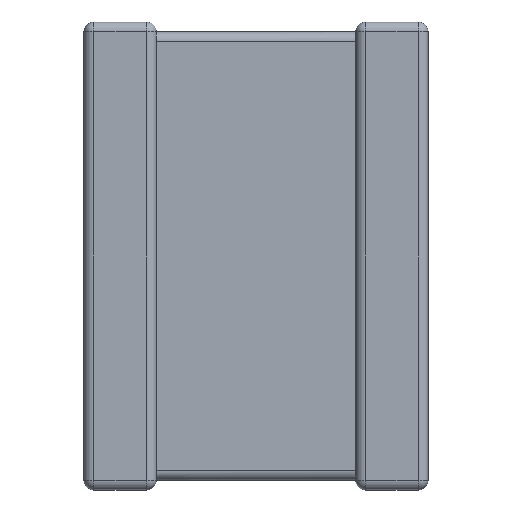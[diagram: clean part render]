
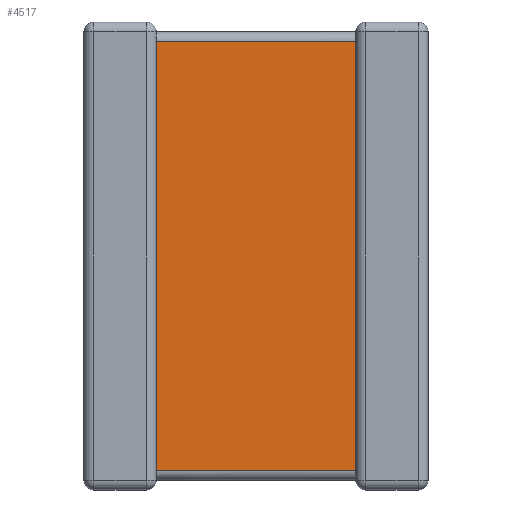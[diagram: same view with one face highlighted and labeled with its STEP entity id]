
A CAD part, front view. The second image highlights one B-rep face of the part: STEP entity #4517.
In plain terms, the highlighted planar face has unit normal (0, -1, 0).
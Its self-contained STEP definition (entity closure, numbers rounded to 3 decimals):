
#51 = CARTESIAN_POINT ( 'NONE',  ( 1.05, 0.141, -0.283 ) ) ;
#117 = DIRECTION ( 'NONE',  ( 0., 0., 1. ) ) ;
#272 = CARTESIAN_POINT ( 'NONE',  ( 3.95, 0.141, -0.283 ) ) ;
#303 = DIRECTION ( 'NONE',  ( -1., 0., 0. ) ) ;
#522 = CARTESIAN_POINT ( 'NONE',  ( 1.05, 0.141, -6.8 ) ) ;
#523 = VERTEX_POINT ( 'NONE', #272 ) ;
#528 = DIRECTION ( 'NONE',  ( 0., 0., 1. ) ) ;
#807 = CARTESIAN_POINT ( 'NONE',  ( 1.05, 0.141, -6.8 ) ) ;
#815 = VECTOR ( 'NONE', #117, 1000. ) ;
#841 = DIRECTION ( 'NONE',  ( 0., 0., -1. ) ) ;
#848 = LINE ( 'NONE', #4425, #2085 ) ;
#926 = ORIENTED_EDGE ( 'NONE', *, *, #4258, .T. ) ;
#1057 = EDGE_CURVE ( 'NONE', #3047, #1105, #4662, .T. ) ;
#1102 = DIRECTION ( 'NONE',  ( 1., 0., 0. ) ) ;
#1105 = VERTEX_POINT ( 'NONE', #4139 ) ;
#1166 = PLANE ( 'NONE',  #1376 ) ;
#1297 = VERTEX_POINT ( 'NONE', #51 ) ;
#1318 = ORIENTED_EDGE ( 'NONE', *, *, #1057, .T. ) ;
#1375 = CARTESIAN_POINT ( 'NONE',  ( 1.05, 0.141, -6.517 ) ) ;
#1376 = AXIS2_PLACEMENT_3D ( 'NONE', #522, #1501, #841 ) ;
#1389 = ORIENTED_EDGE ( 'NONE', *, *, #2941, .T. ) ;
#1473 = CARTESIAN_POINT ( 'NONE',  ( 3.95, 0.141, -6.517 ) ) ;
#1501 = DIRECTION ( 'NONE',  ( 0., -1., 0. ) ) ;
#1606 = EDGE_CURVE ( 'NONE', #3047, #1297, #2971, .T. ) ;
#1629 = EDGE_LOOP ( 'NONE', ( #3664, #1318, #926, #1389 ) ) ;
#2085 = VECTOR ( 'NONE', #528, 1000. ) ;
#2108 = VECTOR ( 'NONE', #303, 1000. ) ;
#2305 = FACE_OUTER_BOUND ( 'NONE', #1629, .T. ) ;
#2444 = CARTESIAN_POINT ( 'NONE',  ( 1.05, 0.141, -0.283 ) ) ;
#2941 = EDGE_CURVE ( 'NONE', #523, #1297, #4192, .T. ) ;
#2971 = LINE ( 'NONE', #807, #815 ) ;
#3047 = VERTEX_POINT ( 'NONE', #1375 ) ;
#3664 = ORIENTED_EDGE ( 'NONE', *, *, #1606, .F. ) ;
#4139 = CARTESIAN_POINT ( 'NONE',  ( 3.95, 0.141, -6.517 ) ) ;
#4192 = LINE ( 'NONE', #2444, #2108 ) ;
#4258 = EDGE_CURVE ( 'NONE', #1105, #523, #848, .T. ) ;
#4298 = VECTOR ( 'NONE', #1102, 1000. ) ;
#4425 = CARTESIAN_POINT ( 'NONE',  ( 3.95, 0.141, -6.8 ) ) ;
#4517 = ADVANCED_FACE ( 'NONE', ( #2305 ), #1166, .T. ) ;
#4662 = LINE ( 'NONE', #1473, #4298 ) ;
